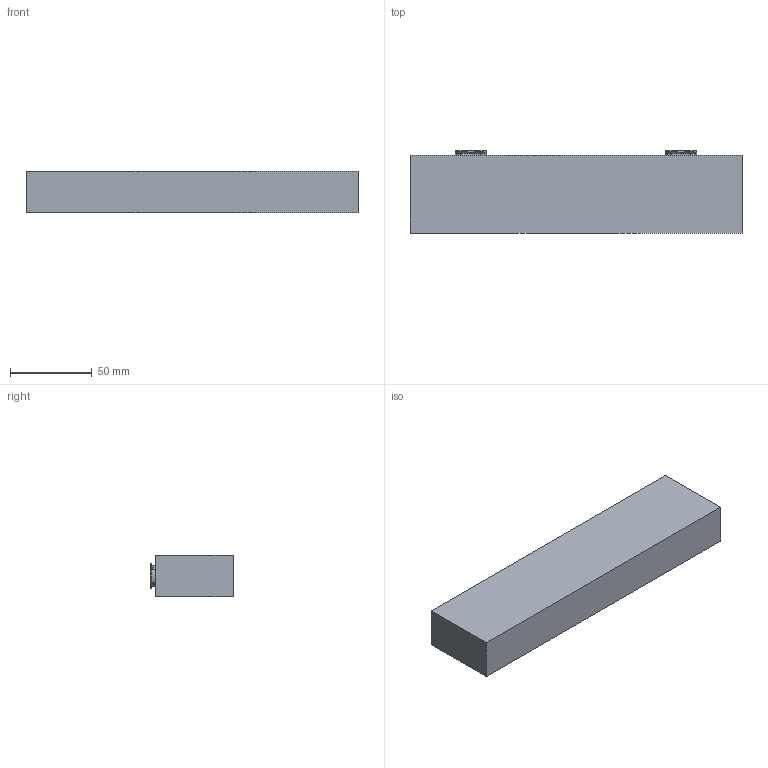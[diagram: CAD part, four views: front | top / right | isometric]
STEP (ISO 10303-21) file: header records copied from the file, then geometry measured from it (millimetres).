
FILE_DESCRIPTION (( 'STEP AP214' ), '1' );
FILE_NAME ('33168.STEP', '2018-10-24T15:48:24', ( 'Mike W' ), ( '' ), 'SwSTEP 2.0', 'SolidWorks 2017', '' );
FILE_SCHEMA (( 'AUTOMOTIVE_DESIGN' ));
Length unit declared in the file: inch
Products named in the file (6): 331681_331681; 32175_32175; 103212 SHCS_103212 SHCS; M510MM SHCS_M510MM SHCS; 321751_321751; 33168
Assembly tree (6 placements, depth 3):
  33168
    32175_32175  x2
      321751_321751
      M510MM SHCS_M510MM SHCS
      103212 SHCS_103212 SHCS
    331681_331681
Bounding box: 203.2 x 50.42 x 25.4 mm (x, y, z)
Volume: 232367.9 mm3; surface area: 41852.1 mm2
Topology: 7 solids, 7 shells, 631 faces, 1630 edges, 1023 vertices
Faces by surface type: cylinder 344, bspline 140, cone 82, plane 61, torus 4
Entity records: 16322 total; most frequent: CARTESIAN_POINT 8733, ORIENTED_EDGE 1750, DIRECTION 1189, EDGE_CURVE 875, VERTEX_POINT 556, AXIS2_PLACEMENT_3D 463, EDGE_LOOP 375, ADVANCED_FACE 350
